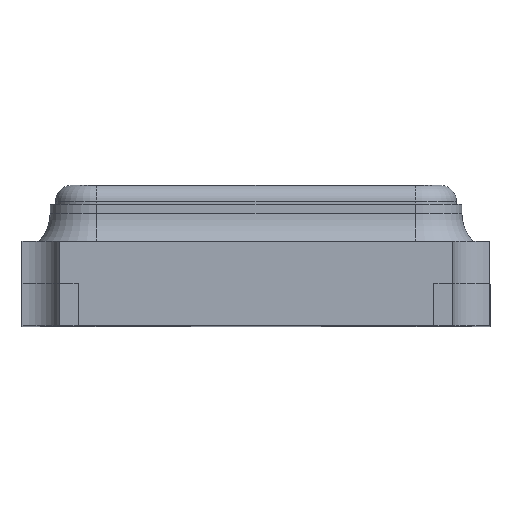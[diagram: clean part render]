
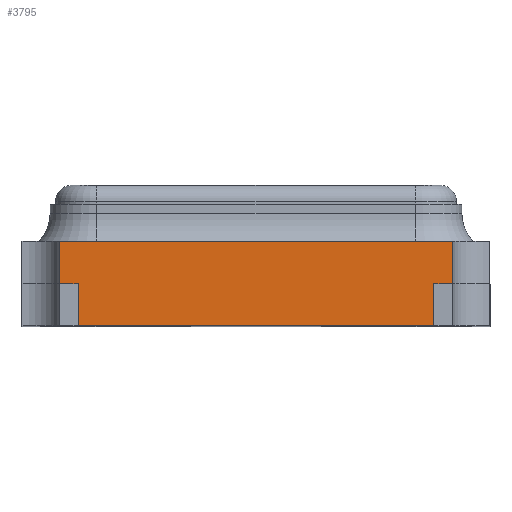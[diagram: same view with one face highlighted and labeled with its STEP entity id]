
A CAD part, top view. The second image highlights one B-rep face of the part: STEP entity #3795.
In plain terms, the highlighted face is planar.
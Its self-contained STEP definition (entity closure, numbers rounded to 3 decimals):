
#21 = LINE ( 'NONE', #883, #3367 ) ;
#173 = CARTESIAN_POINT ( 'NONE',  ( -1.6, 0.45, -1.05 ) ) ;
#235 = LINE ( 'NONE', #3194, #3631 ) ;
#322 = VECTOR ( 'NONE', #3785, 1000. ) ;
#354 = EDGE_LOOP ( 'NONE', ( #3404, #3395, #1218, #2727, #863, #1606, #1985, #2422 ) ) ;
#382 = EDGE_CURVE ( 'NONE', #970, #3072, #3023, .T. ) ;
#524 = EDGE_CURVE ( 'NONE', #3072, #1945, #3379, .T. ) ;
#690 = EDGE_CURVE ( 'NONE', #1945, #2229, #3615, .T. ) ;
#745 = DIRECTION ( 'NONE',  ( 0., 0., 1. ) ) ;
#816 = LINE ( 'NONE', #3166, #2180 ) ;
#863 = ORIENTED_EDGE ( 'NONE', *, *, #690, .T. ) ;
#883 = CARTESIAN_POINT ( 'NONE',  ( -1.6, 0.225, 0. ) ) ;
#899 = CARTESIAN_POINT ( 'NONE',  ( -1.6, 0.445, -0.95 ) ) ;
#926 = EDGE_CURVE ( 'NONE', #1895, #1276, #816, .T. ) ;
#948 = PLANE ( 'NONE',  #2001 ) ;
#970 = VERTEX_POINT ( 'NONE', #173 ) ;
#985 = VECTOR ( 'NONE', #1769, 1000. ) ;
#1005 = LINE ( 'NONE', #1605, #1110 ) ;
#1074 = LINE ( 'NONE', #3725, #322 ) ;
#1110 = VECTOR ( 'NONE', #2243, 1000. ) ;
#1129 = VERTEX_POINT ( 'NONE', #3861 ) ;
#1147 = DIRECTION ( 'NONE',  ( 0., 0., 1. ) ) ;
#1218 = ORIENTED_EDGE ( 'NONE', *, *, #382, .T. ) ;
#1276 = VERTEX_POINT ( 'NONE', #3452 ) ;
#1351 = VECTOR ( 'NONE', #2148, 1000. ) ;
#1401 = DIRECTION ( 'NONE',  ( 0., 1., 0. ) ) ;
#1529 = CARTESIAN_POINT ( 'NONE',  ( -1.6, 0.445, -1.05 ) ) ;
#1605 = CARTESIAN_POINT ( 'NONE',  ( -1.6, 0., 0. ) ) ;
#1606 = ORIENTED_EDGE ( 'NONE', *, *, #2289, .T. ) ;
#1766 = CARTESIAN_POINT ( 'NONE',  ( -1.6, 0.225, 1.05 ) ) ;
#1769 = DIRECTION ( 'NONE',  ( 0., -1., 0. ) ) ;
#1808 = DIRECTION ( 'NONE',  ( 0., 0., 1. ) ) ;
#1895 = VERTEX_POINT ( 'NONE', #2733 ) ;
#1945 = VERTEX_POINT ( 'NONE', #2475 ) ;
#1974 = EDGE_CURVE ( 'NONE', #970, #1129, #1074, .T. ) ;
#1985 = ORIENTED_EDGE ( 'NONE', *, *, #926, .T. ) ;
#2001 = AXIS2_PLACEMENT_3D ( 'NONE', #3024, #3671, #1147 ) ;
#2148 = DIRECTION ( 'NONE',  ( 0., -1., 0. ) ) ;
#2180 = VECTOR ( 'NONE', #1401, 1000. ) ;
#2229 = VERTEX_POINT ( 'NONE', #3305 ) ;
#2243 = DIRECTION ( 'NONE',  ( 0., 0., 1. ) ) ;
#2261 = CARTESIAN_POINT ( 'NONE',  ( -1.6, 0.225, 0. ) ) ;
#2289 = EDGE_CURVE ( 'NONE', #2229, #1895, #1005, .T. ) ;
#2360 = VECTOR ( 'NONE', #745, 1000. ) ;
#2422 = ORIENTED_EDGE ( 'NONE', *, *, #2572, .T. ) ;
#2428 = CARTESIAN_POINT ( 'NONE',  ( -1.6, 0.225, -1.05 ) ) ;
#2475 = CARTESIAN_POINT ( 'NONE',  ( -1.6, 0.225, -0.95 ) ) ;
#2572 = EDGE_CURVE ( 'NONE', #1276, #3021, #21, .T. ) ;
#2709 = FACE_OUTER_BOUND ( 'NONE', #354, .T. ) ;
#2727 = ORIENTED_EDGE ( 'NONE', *, *, #524, .T. ) ;
#2733 = CARTESIAN_POINT ( 'NONE',  ( -1.6, 0., 0.95 ) ) ;
#2835 = EDGE_CURVE ( 'NONE', #3021, #1129, #235, .T. ) ;
#2854 = DIRECTION ( 'NONE',  ( 0., 1., 0. ) ) ;
#3021 = VERTEX_POINT ( 'NONE', #1766 ) ;
#3023 = LINE ( 'NONE', #1529, #1351 ) ;
#3024 = CARTESIAN_POINT ( 'NONE',  ( -1.6, 0.445, 0. ) ) ;
#3072 = VERTEX_POINT ( 'NONE', #2428 ) ;
#3166 = CARTESIAN_POINT ( 'NONE',  ( -1.6, 0.445, 0.95 ) ) ;
#3194 = CARTESIAN_POINT ( 'NONE',  ( -1.6, 0.445, 1.05 ) ) ;
#3305 = CARTESIAN_POINT ( 'NONE',  ( -1.6, 0., -0.95 ) ) ;
#3367 = VECTOR ( 'NONE', #1808, 1000. ) ;
#3379 = LINE ( 'NONE', #2261, #2360 ) ;
#3395 = ORIENTED_EDGE ( 'NONE', *, *, #1974, .F. ) ;
#3404 = ORIENTED_EDGE ( 'NONE', *, *, #2835, .T. ) ;
#3452 = CARTESIAN_POINT ( 'NONE',  ( -1.6, 0.225, 0.95 ) ) ;
#3615 = LINE ( 'NONE', #899, #985 ) ;
#3631 = VECTOR ( 'NONE', #2854, 1000. ) ;
#3671 = DIRECTION ( 'NONE',  ( -1., 0., 0. ) ) ;
#3725 = CARTESIAN_POINT ( 'NONE',  ( -1.6, 0.45, 1.25 ) ) ;
#3785 = DIRECTION ( 'NONE',  ( 0., 0., 1. ) ) ;
#3795 = ADVANCED_FACE ( 'NONE', ( #2709 ), #948, .T. ) ;
#3861 = CARTESIAN_POINT ( 'NONE',  ( -1.6, 0.45, 1.05 ) ) ;
